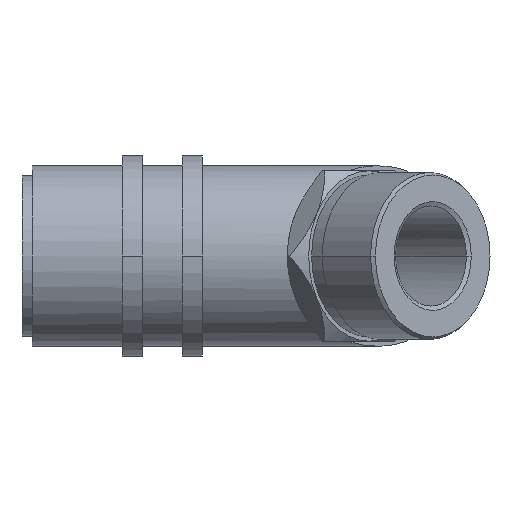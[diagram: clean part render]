
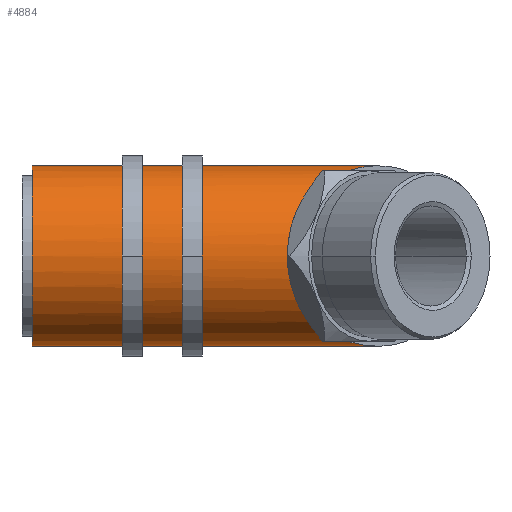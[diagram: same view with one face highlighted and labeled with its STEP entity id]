
A CAD part, front view. The second image highlights one B-rep face of the part: STEP entity #4884.
In plain terms, the highlighted cylindrical face has radius 9 mm (diameter 18 mm), a partial arc.
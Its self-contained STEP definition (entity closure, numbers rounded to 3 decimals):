
#179 = CARTESIAN_POINT ( 'NONE',  ( 33.474, -2.005, 8.832 ) ) ;
#205 = CARTESIAN_POINT ( 'NONE',  ( 32.521, -2.958, -8.5 ) ) ;
#442 = CIRCLE ( 'NONE', #1765, 9. ) ;
#500 = CARTESIAN_POINT ( 'NONE',  ( 32.521, -2.958, 8.5 ) ) ;
#935 = CARTESIAN_POINT ( 'NONE',  ( 26.479, -9., -3.965 ) ) ;
#936 = EDGE_LOOP ( 'NONE', ( #5209, #1242, #8023, #981, #5567, #8696, #1370 ) ) ;
#981 = ORIENTED_EDGE ( 'NONE', *, *, #6182, .T. ) ;
#1206 = CARTESIAN_POINT ( 'NONE',  ( 35.479, 0., 9. ) ) ;
#1242 = ORIENTED_EDGE ( 'NONE', *, *, #8536, .T. ) ;
#1249 = CARTESIAN_POINT ( 'NONE',  ( 26.479, -9., 3.965 ) ) ;
#1370 = ORIENTED_EDGE ( 'NONE', *, *, #5345, .F. ) ;
#1488 = LINE ( 'NONE', #6403, #5872 ) ;
#1765 = AXIS2_PLACEMENT_3D ( 'NONE', #3026, #5828, #6568 ) ;
#1842 = CARTESIAN_POINT ( 'NONE',  ( 35.479, 0., -9. ) ) ;
#1966 = EDGE_CURVE ( 'NONE', #2827, #2634, #2164, .T. ) ;
#2164 =( BOUNDED_CURVE ( )  B_SPLINE_CURVE ( 3, ( #205, #3002, #935, #3141 ),
 .UNSPECIFIED., .F., .T. ) 
 B_SPLINE_CURVE_WITH_KNOTS ( ( 4, 4 ),
 ( 5.047, 6.283 ),
 .UNSPECIFIED. ) 
 CURVE ( )  GEOMETRIC_REPRESENTATION_ITEM ( )  RATIONAL_B_SPLINE_CURVE ( ( 1., 0.877, 0.877, 1. ) ) 
 REPRESENTATION_ITEM ( '' )  );
#2285 = CARTESIAN_POINT ( 'NONE',  ( 1., 0., -9. ) ) ;
#2493 = VERTEX_POINT ( 'NONE', #2285 ) ;
#2544 = CARTESIAN_POINT ( 'NONE',  ( 28.776, -6.703, 7.197 ) ) ;
#2577 = CARTESIAN_POINT ( 'NONE',  ( 34.47, -1.01, -9. ) ) ;
#2634 = VERTEX_POINT ( 'NONE', #6955 ) ;
#2827 = VERTEX_POINT ( 'NONE', #6619 ) ;
#3002 = CARTESIAN_POINT ( 'NONE',  ( 28.776, -6.703, -7.197 ) ) ;
#3026 = CARTESIAN_POINT ( 'NONE',  ( 1., 0., 0. ) ) ;
#3141 = CARTESIAN_POINT ( 'NONE',  ( 26.479, -9., 0. ) ) ;
#3161 = EDGE_CURVE ( 'NONE', #6276, #5117, #4681, .T. ) ;
#3267 = CARTESIAN_POINT ( 'NONE',  ( 26.479, -9., 0. ) ) ;
#3302 = CARTESIAN_POINT ( 'NONE',  ( 0., 0., 0. ) ) ;
#3430 = VERTEX_POINT ( 'NONE', #4155 ) ;
#3798 = CARTESIAN_POINT ( 'NONE',  ( 34.47, -1.01, 9. ) ) ;
#3861 = FACE_OUTER_BOUND ( 'NONE', #936, .T. ) ;
#3958 = VECTOR ( 'NONE', #5199, 1000. ) ;
#4059 = DIRECTION ( 'NONE',  ( -1., 0., 0. ) ) ;
#4060 = VERTEX_POINT ( 'NONE', #7262 ) ;
#4155 = CARTESIAN_POINT ( 'NONE',  ( 35.479, 0., -9. ) ) ;
#4398 = CARTESIAN_POINT ( 'NONE',  ( 32.521, -2.958, 8.5 ) ) ;
#4681 =( BOUNDED_CURVE ( )  B_SPLINE_CURVE ( 3, ( #4398, #179, #3798, #7883 ),
 .UNSPECIFIED., .F., .T. ) 
 B_SPLINE_CURVE_WITH_KNOTS ( ( 4, 4 ),
 ( 1.236, 1.571 ),
 .UNSPECIFIED. ) 
 CURVE ( )  GEOMETRIC_REPRESENTATION_ITEM ( )  RATIONAL_B_SPLINE_CURVE ( ( 1., 0.991, 0.991, 1. ) ) 
 REPRESENTATION_ITEM ( '' )  );
#4884 = ADVANCED_FACE ( 'NONE', ( #3861 ), #7352, .T. ) ;
#5061 = LINE ( 'NONE', #7862, #3958 ) ;
#5117 = VERTEX_POINT ( 'NONE', #1206 ) ;
#5199 = DIRECTION ( 'NONE',  ( -1., 0., 0. ) ) ;
#5209 = ORIENTED_EDGE ( 'NONE', *, *, #5977, .F. ) ;
#5345 = EDGE_CURVE ( 'NONE', #2493, #4060, #442, .T. ) ;
#5567 = ORIENTED_EDGE ( 'NONE', *, *, #3161, .T. ) ;
#5828 = DIRECTION ( 'NONE',  ( -1., 0., 0. ) ) ;
#5871 =( BOUNDED_CURVE ( )  B_SPLINE_CURVE ( 3, ( #3267, #1249, #2544, #7443 ),
 .UNSPECIFIED., .F., .T. ) 
 B_SPLINE_CURVE_WITH_KNOTS ( ( 4, 4 ),
 ( 0., 1.236 ),
 .UNSPECIFIED. ) 
 CURVE ( )  GEOMETRIC_REPRESENTATION_ITEM ( )  RATIONAL_B_SPLINE_CURVE ( ( 1., 0.877, 0.877, 1. ) ) 
 REPRESENTATION_ITEM ( '' )  );
#5872 = VECTOR ( 'NONE', #4059, 1000. ) ;
#5902 = EDGE_CURVE ( 'NONE', #5117, #4060, #1488, .T. ) ;
#5977 = EDGE_CURVE ( 'NONE', #3430, #2493, #5061, .T. ) ;
#6114 = DIRECTION ( 'NONE',  ( 0., 0., 1. ) ) ;
#6182 = EDGE_CURVE ( 'NONE', #2634, #6276, #5871, .T. ) ;
#6276 = VERTEX_POINT ( 'NONE', #500 ) ;
#6403 = CARTESIAN_POINT ( 'NONE',  ( 0., 0., 9. ) ) ;
#6568 = DIRECTION ( 'NONE',  ( 0., 0., 1. ) ) ;
#6619 = CARTESIAN_POINT ( 'NONE',  ( 32.521, -2.958, -8.5 ) ) ;
#6955 = CARTESIAN_POINT ( 'NONE',  ( 26.479, -9., 0. ) ) ;
#7262 = CARTESIAN_POINT ( 'NONE',  ( 1., 0., 9. ) ) ;
#7349 = CARTESIAN_POINT ( 'NONE',  ( 33.474, -2.005, -8.832 ) ) ;
#7352 = CYLINDRICAL_SURFACE ( 'NONE', #7764, 9. ) ;
#7443 = CARTESIAN_POINT ( 'NONE',  ( 32.521, -2.958, 8.5 ) ) ;
#7764 = AXIS2_PLACEMENT_3D ( 'NONE', #3302, #8131, #6114 ) ;
#7862 = CARTESIAN_POINT ( 'NONE',  ( 0., 0., -9. ) ) ;
#7883 = CARTESIAN_POINT ( 'NONE',  ( 35.479, 0., 9. ) ) ;
#8023 = ORIENTED_EDGE ( 'NONE', *, *, #1966, .T. ) ;
#8081 = CARTESIAN_POINT ( 'NONE',  ( 32.521, -2.958, -8.5 ) ) ;
#8093 =( BOUNDED_CURVE ( )  B_SPLINE_CURVE ( 3, ( #1842, #2577, #7349, #8081 ),
 .UNSPECIFIED., .F., .F. ) 
 B_SPLINE_CURVE_WITH_KNOTS ( ( 4, 4 ),
 ( 4.712, 5.047 ),
 .UNSPECIFIED. ) 
 CURVE ( )  GEOMETRIC_REPRESENTATION_ITEM ( )  RATIONAL_B_SPLINE_CURVE ( ( 1., 0.991, 0.991, 1. ) ) 
 REPRESENTATION_ITEM ( '' )  );
#8131 = DIRECTION ( 'NONE',  ( -1., 0., 0. ) ) ;
#8536 = EDGE_CURVE ( 'NONE', #3430, #2827, #8093, .T. ) ;
#8696 = ORIENTED_EDGE ( 'NONE', *, *, #5902, .T. ) ;
